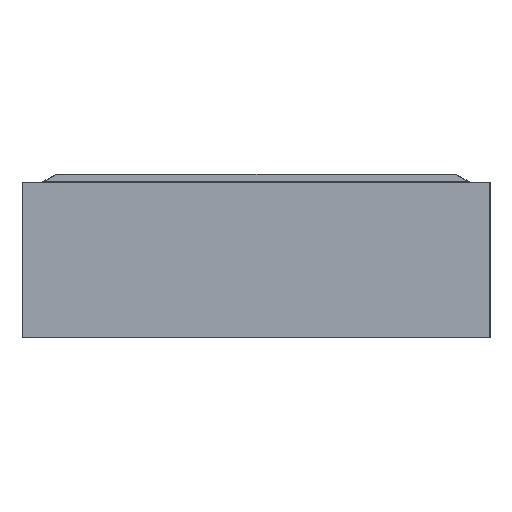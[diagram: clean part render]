
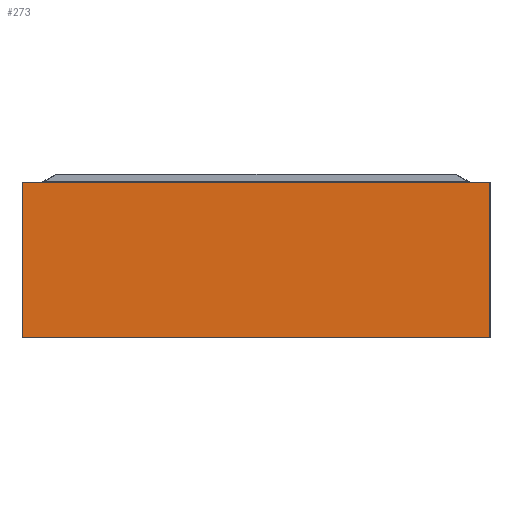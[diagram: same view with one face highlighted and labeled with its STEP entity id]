
A CAD part, left-side view. The second image highlights one B-rep face of the part: STEP entity #273.
In plain terms, the highlighted planar face has unit normal (-1, 0, 0).
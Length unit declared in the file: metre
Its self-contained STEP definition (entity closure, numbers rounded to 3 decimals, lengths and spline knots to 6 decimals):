
#273=ADVANCED_FACE('0:392',(#504),#505,.T.);
#504=FACE_OUTER_BOUND('',#729,.T.);
#505=PLANE('',#730);
#729=EDGE_LOOP('',(#1139,#1140,#1141,#1142));
#730=AXIS2_PLACEMENT_3D('',#1143,#1144,#1145);
#1139=ORIENTED_EDGE('',*,*,#1543,.F.);
#1140=ORIENTED_EDGE('',*,*,#1550,.T.);
#1141=ORIENTED_EDGE('',*,*,#1551,.T.);
#1142=ORIENTED_EDGE('',*,*,#1539,.T.);
#1143=CARTESIAN_POINT('',(0.0,0.0008,0.0005));
#1144=DIRECTION('',(-1.0,0.0,0.0));
#1145=DIRECTION('',(0.0,0.0,1.0));
#1539=EDGE_CURVE('0:472',#1818,#1816,#1819,.T.);
#1543=EDGE_CURVE('0:481',#1823,#1816,#1824,.T.);
#1550=EDGE_CURVE('0:499',#1823,#1835,#1836,.T.);
#1551=EDGE_CURVE('0:502',#1835,#1818,#1837,.T.);
#1816=VERTEX_POINT('',#2197);
#1818=VERTEX_POINT('',#2200);
#1819=LINE('',#2201,#2202);
#1823=VERTEX_POINT('',#2208);
#1824=LINE('',#2209,#2210);
#1835=VERTEX_POINT('',#2226);
#1836=LINE('',#2227,#2228);
#1837=LINE('',#2229,#2230);
#2197=CARTESIAN_POINT('',(0.0,0.0016,0.000515));
#2200=CARTESIAN_POINT('',(0.0,0.0,0.000515));
#2201=CARTESIAN_POINT('',(0.0,0.0008,0.000515));
#2202=VECTOR('',#2576,1.0);
#2208=CARTESIAN_POINT('',(0.0,0.0016,-0.000015));
#2209=CARTESIAN_POINT('',(0.0,0.0016,0.0005));
#2210=VECTOR('',#2579,1.0);
#2226=CARTESIAN_POINT('',(0.0,0.0,-0.000015));
#2227=CARTESIAN_POINT('',(0.0,0.0008,-0.000015));
#2228=VECTOR('',#2585,1.0);
#2229=CARTESIAN_POINT('',(0.0,0.0,0.0005));
#2230=VECTOR('',#2586,1.0);
#2576=DIRECTION('',(0.0,1.0,0.0));
#2579=DIRECTION('',(0.0,0.0,1.0));
#2585=DIRECTION('',(0.0,-1.0,0.0));
#2586=DIRECTION('',(0.0,0.0,1.0));
